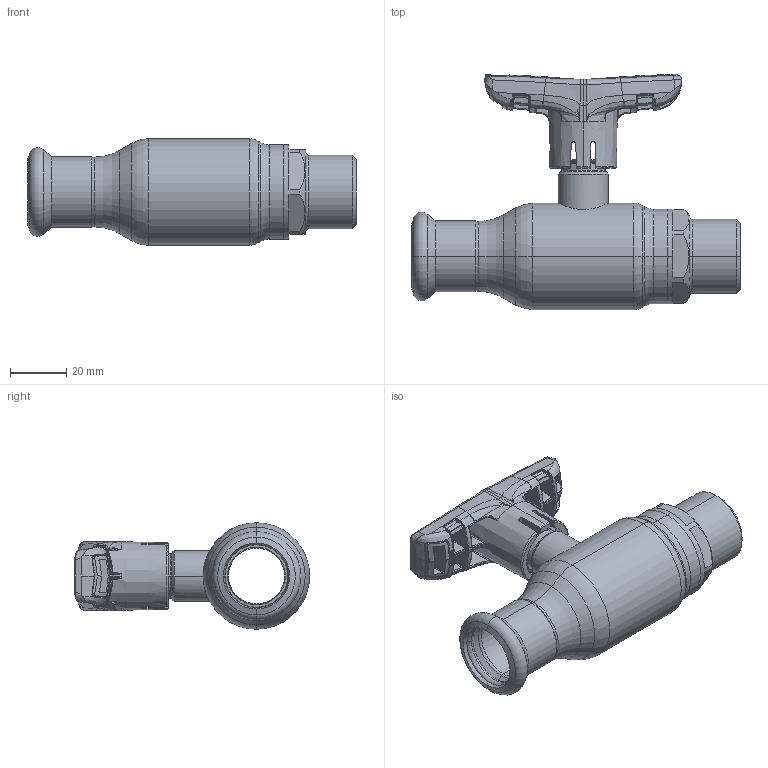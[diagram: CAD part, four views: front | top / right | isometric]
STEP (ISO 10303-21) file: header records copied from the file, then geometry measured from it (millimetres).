
FILE_DESCRIPTION (( 'STEP AP214' ), '1' );
FILE_NAME ('2020001200-0400.step', '2024-01-11T11:09:46', ( '' ), ( '' ), 'SwSTEP 2.0', 'SolidWorks 2021', '' );
FILE_SCHEMA (( 'AUTOMOTIVE_DESIGN' ));
Length unit declared in the file: millimetre
Products named in the file (1): 2020001200-0400
Bounding box: 117.2 x 83.99 x 38 mm (x, y, z)
Surface area: 26850.1 mm2 (no closed solid volume)
Topology: 0 solids, 7 shells, 720 faces, 2093 edges, 1307 vertices
Faces by surface type: bspline 556, plane 63, cylinder 36, cone 29, torus 23, sphere 13
Entity records: 54620 total; most frequent: CARTESIAN_POINT 32691, ORIENTED_EDGE 3685, EDGE_CURVE 2079, DIRECTION 1476, B_SPLINE_CURVE_WITH_KNOTS 1416, VERTEX_POINT 1303, EDGE_LOOP 728, UNCERTAINTY_MEASURE_WITH_UNIT 722
